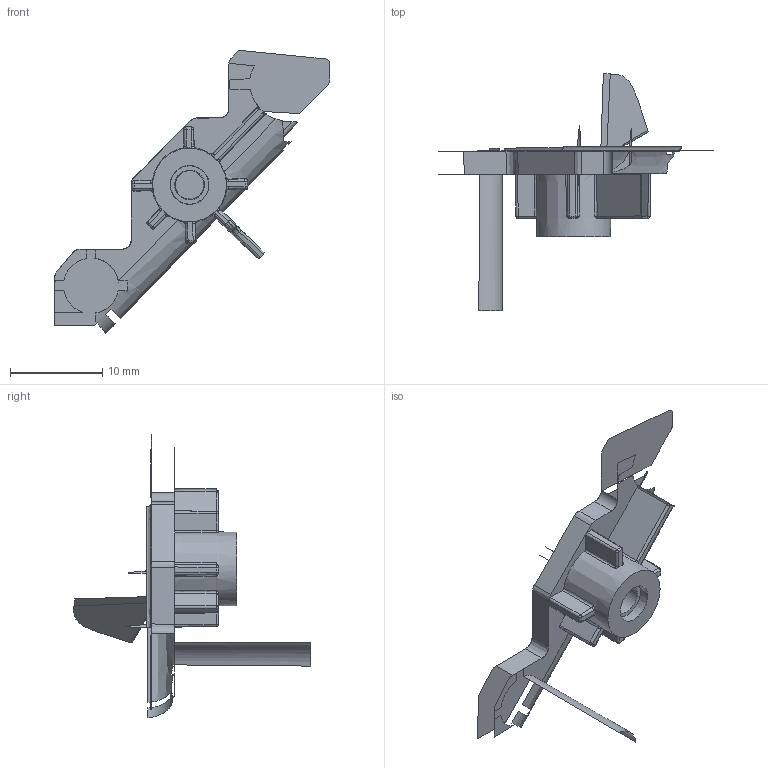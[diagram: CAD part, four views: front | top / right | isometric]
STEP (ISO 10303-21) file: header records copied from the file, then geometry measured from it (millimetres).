
FILE_DESCRIPTION(('Open CASCADE Model'),'2;1');
FILE_NAME('Open CASCADE Shape Model','2025-10-21T21:37:35',('Author'),( 'Open CASCADE'),'Open CASCADE STEP processor 7.7','Open CASCADE 7.7' ,'Unknown');
FILE_SCHEMA(('AUTOMOTIVE_DESIGN { 1 0 10303 214 1 1 1 1 }'));
Length unit declared in the file: millimetre
Products named in the file (136): Open CASCADE STEP translator 7.7 53; Open CASCADE STEP translator 7.7 53.1; Open CASCADE STEP translator 7.7 53.2; Open CASCADE STEP translator 7.7 53.3; Open CASCADE STEP translator 7.7 53.4; Open CASCADE STEP translator 7.7 53.5; Open CASCADE STEP translator 7.7 53.6; Open CASCADE STEP translator 7.7 53.7; Open CASCADE STEP translator 7.7 53.8; Open CASCADE STEP translator 7.7 53.9; Open CASCADE STEP translator 7.7 53.10; Open CASCADE STEP translator 7.7 53.11; Open CASCADE STEP translator 7.7 53.12; Open CASCADE STEP translator 7.7 53.13; Open CASCADE STEP translator 7.7 53.14; Open CASCADE STEP translator 7.7 53.15; Open CASCADE STEP translator 7.7 53.16; Open CASCADE STEP translator 7.7 53.17; Open CASCADE STEP translator 7.7 53.18; Open CASCADE STEP translator 7.7 53.19; Open CASCADE STEP translator 7.7 53.20; Open CASCADE STEP translator 7.7 53.21; Open CASCADE STEP translator 7.7 53.22; Open CASCADE STEP translator 7.7 53.23; Open CASCADE STEP translator 7.7 53.24; Open CASCADE STEP translator 7.7 53.25; Open CASCADE STEP translator 7.7 53.26; Open CASCADE STEP translator 7.7 53.27; Open CASCADE STEP translator 7.7 53.28; Open CASCADE STEP translator 7.7 53.29; Open CASCADE STEP translator 7.7 53.30; Open CASCADE STEP translator 7.7 53.31; Open CASCADE STEP translator 7.7 53.32; Open CASCADE STEP translator 7.7 53.33; Open CASCADE STEP translator 7.7 53.34; Open CASCADE STEP translator 7.7 53.35; Open CASCADE STEP translator 7.7 53.36; Open CASCADE STEP translator 7.7 53.37; Open CASCADE STEP translator 7.7 53.38; Open CASCADE STEP translator 7.7 53.39 ...
Assembly tree (135 placements, depth 2):
  Open CASCADE STEP translator 7.7 53
    Open CASCADE STEP translator 7.7 53.1
    Open CASCADE STEP translator 7.7 53.2
    Open CASCADE STEP translator 7.7 53.3
    Open CASCADE STEP translator 7.7 53.4
    Open CASCADE STEP translator 7.7 53.5
    Open CASCADE STEP translator 7.7 53.6
    Open CASCADE STEP translator 7.7 53.7
    Open CASCADE STEP translator 7.7 53.8
    Open CASCADE STEP translator 7.7 53.9
    Open CASCADE STEP translator 7.7 53.10
    Open CASCADE STEP translator 7.7 53.11
    Open CASCADE STEP translator 7.7 53.12
    Open CASCADE STEP translator 7.7 53.13
    Open CASCADE STEP translator 7.7 53.14
    Open CASCADE STEP translator 7.7 53.15
    Open CASCADE STEP translator 7.7 53.16
    Open CASCADE STEP translator 7.7 53.17
    Open CASCADE STEP translator 7.7 53.18
    Open CASCADE STEP translator 7.7 53.19
    Open CASCADE STEP translator 7.7 53.20
    Open CASCADE STEP translator 7.7 53.21
    Open CASCADE STEP translator 7.7 53.22
    Open CASCADE STEP translator 7.7 53.23
    Open CASCADE STEP translator 7.7 53.24
    Open CASCADE STEP translator 7.7 53.25
    Open CASCADE STEP translator 7.7 53.26
    Open CASCADE STEP translator 7.7 53.27
    Open CASCADE STEP translator 7.7 53.28
    Open CASCADE STEP translator 7.7 53.29
    Open CASCADE STEP translator 7.7 53.30
    Open CASCADE STEP translator 7.7 53.31
    Open CASCADE STEP translator 7.7 53.32
    Open CASCADE STEP translator 7.7 53.33
    Open CASCADE STEP translator 7.7 53.34
    Open CASCADE STEP translator 7.7 53.35
    Open CASCADE STEP translator 7.7 53.36
    Open CASCADE STEP translator 7.7 53.37
    Open CASCADE STEP translator 7.7 53.38
    Open CASCADE STEP translator 7.7 53.39
    Open CASCADE STEP translator 7.7 53.40
    Open CASCADE STEP translator 7.7 53.41
    Open CASCADE STEP translator 7.7 53.42
    Open CASCADE STEP translator 7.7 53.43
    Open CASCADE STEP translator 7.7 53.44
    Open CASCADE STEP translator 7.7 53.45
    Open CASCADE STEP translator 7.7 53.46
    Open CASCADE STEP translator 7.7 53.47
    Open CASCADE STEP translator 7.7 53.48
    Open CASCADE STEP translator 7.7 53.49
    Open CASCADE STEP translator 7.7 53.50
    Open CASCADE STEP translator 7.7 53.51
    Open CASCADE STEP translator 7.7 53.52
    Open CASCADE STEP translator 7.7 53.53
    Open CASCADE STEP translator 7.7 53.54
    Open CASCADE STEP translator 7.7 53.55
    Open CASCADE STEP translator 7.7 53.56
    Open CASCADE STEP translator 7.7 53.57
    Open CASCADE STEP translator 7.7 53.58
    Open CASCADE STEP translator 7.7 53.59
Bounding box: 29.87 x 25.74 x 30.79 mm (x, y, z)
Surface area: 1204.7 mm2 (no closed solid volume)
Topology: 0 solids, 135 shells, 135 faces, 737 edges, 722 vertices
Faces by surface type: bspline 73, plane 24, cylinder 16, sphere 10, cone 7, torus 5
Entity records: 20767 total; most frequent: CARTESIAN_POINT 10771, B_SPLINE_CURVE_WITH_KNOTS 1056, DIRECTION 938, ORIENTED_EDGE 732, PCURVE 732, DEFINITIONAL_REPRESENTATION 732, EDGE_CURVE 727, VERTEX_POINT 722
